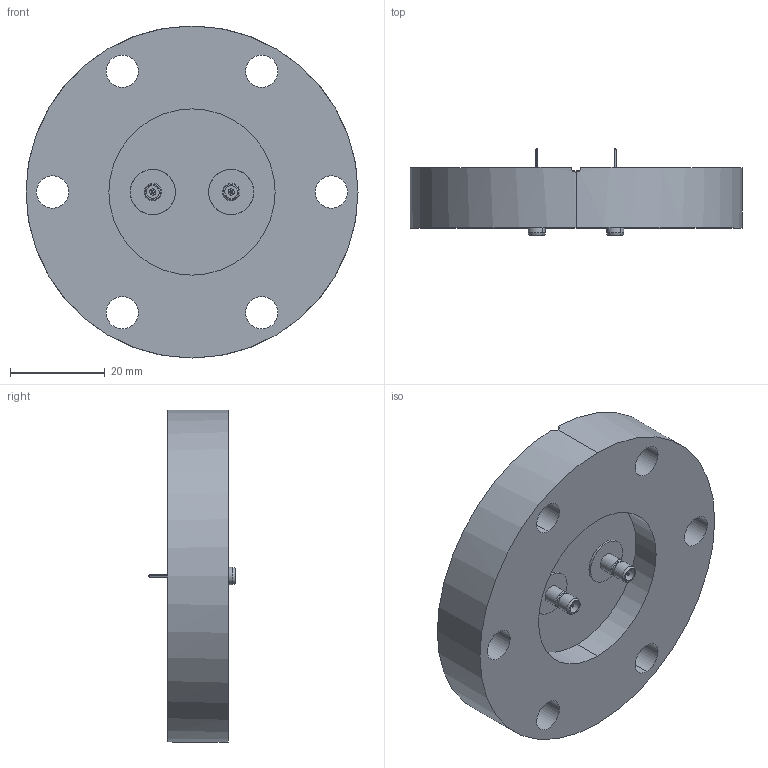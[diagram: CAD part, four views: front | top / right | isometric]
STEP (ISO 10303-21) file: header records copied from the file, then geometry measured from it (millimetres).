
FILE_DESCRIPTION (( 'STEP AP214' ), '1' );
FILE_NAME ('242-SMB-C40-2.STEP', '2019-09-16T07:34:01', ( 'allectra' ), ( 'Microsoft' ), 'SwSTEP 2.0', 'SolidWorks 2014', '' );
FILE_SCHEMA (( 'AUTOMOTIVE_DESIGN' ));
Length unit declared in the file: millimetre
Products named in the file (6): 242-SMB50_242-SMB50; 9242-SMB-TUBE; 9242-PIN-0.45-17.8; 9242-SMB-HOUSING-A_242-SMB-HOUSING-A; 9242-SMB-C40-2_DN40 CF; 242-SMB-C40-2
Assembly tree (6 placements, depth 3):
  242-SMB-C40-2
    9242-SMB-C40-2_DN40 CF
    242-SMB50_242-SMB50  x2
      9242-SMB-HOUSING-A_242-SMB-HOUSING-A
      9242-PIN-0.45-17.8
      9242-SMB-TUBE
Bounding box: 69.9 x 18.2 x 69.9 mm (x, y, z)
Volume: 37926.4 mm3; surface area: 13856.5 mm2
Topology: 7 solids, 7 shells, 123 faces, 262 edges, 164 vertices
Faces by surface type: cylinder 72, plane 27, cone 16, torus 8
Entity records: 2522 total; most frequent: DIRECTION 448, CARTESIAN_POINT 438, ORIENTED_EDGE 348, AXIS2_PLACEMENT_3D 194, EDGE_CURVE 174, VERTEX_POINT 110, CIRCLE 106, EDGE_LOOP 104
